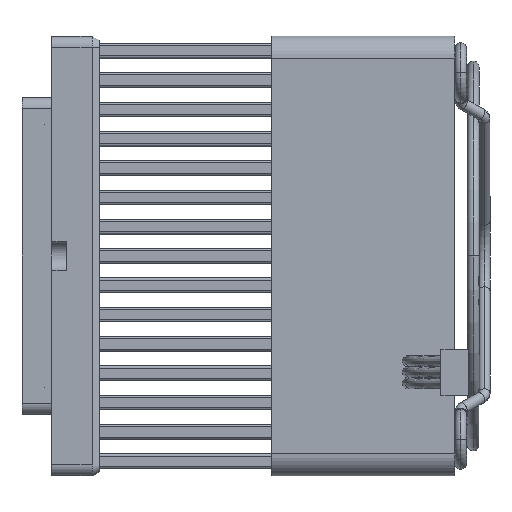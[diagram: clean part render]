
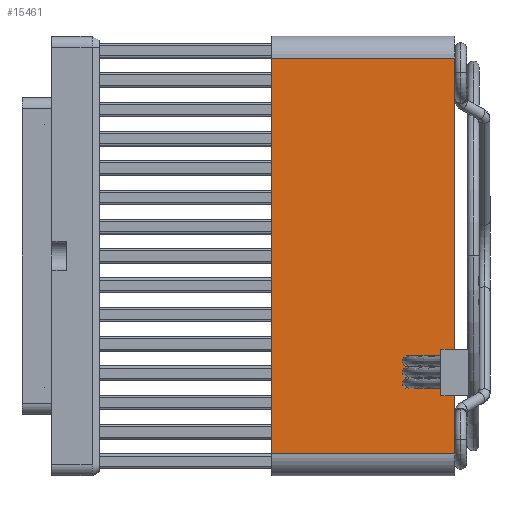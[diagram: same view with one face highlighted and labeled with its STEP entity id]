
A CAD part, left-side view. The second image highlights one B-rep face of the part: STEP entity #15461.
In plain terms, the highlighted planar face has unit normal (-1, 0, 0).
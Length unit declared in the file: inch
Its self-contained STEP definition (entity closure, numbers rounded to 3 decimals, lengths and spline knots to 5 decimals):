
#641 = DIRECTION ( 'NONE',  ( 0., 0., -1. ) ) ;
#807 = DIRECTION ( 'NONE',  ( -1., 0., 0. ) ) ;
#1388 = FACE_OUTER_BOUND ( 'NONE', #29171, .T. ) ;
#3336 = EDGE_CURVE ( 'NONE', #27490, #104844, #31367, .T. ) ;
#8395 = CARTESIAN_POINT ( 'NONE',  ( -1.1811, -1.91219, -0.62485 ) ) ;
#9163 = CARTESIAN_POINT ( 'NONE',  ( -1.1811, -1.91219, -0.56485 ) ) ;
#10464 = CARTESIAN_POINT ( 'NONE',  ( -1.1811, -1.91219, -0.6561 ) ) ;
#11028 = ORIENTED_EDGE ( 'NONE', *, *, #67664, .F. ) ;
#11590 = DIRECTION ( 'NONE',  ( -1., 0., 0. ) ) ;
#15380 = CARTESIAN_POINT ( 'NONE',  ( -1.1811, -1.1811, -1.06299 ) ) ;
#15461 = ADVANCED_FACE ( 'NONE', ( #1388, #115002, #38670, #47793 ), #68640, .F. ) ;
#16465 = ORIENTED_EDGE ( 'NONE', *, *, #29565, .F. ) ;
#17097 = CARTESIAN_POINT ( 'NONE',  ( -1.1811, -1.91219, -0.68485 ) ) ;
#17122 = EDGE_LOOP ( 'NONE', ( #59963, #114585 ) ) ;
#17498 = EDGE_CURVE ( 'NONE', #61438, #18072, #34690, .T. ) ;
#17589 = DIRECTION ( 'NONE',  ( 1., 0., 0. ) ) ;
#17936 = EDGE_CURVE ( 'NONE', #70043, #104844, #24218, .T. ) ;
#18072 = VERTEX_POINT ( 'NONE', #63908 ) ;
#21385 = ORIENTED_EDGE ( 'NONE', *, *, #74588, .T. ) ;
#22693 = CARTESIAN_POINT ( 'NONE',  ( -1.1811, -1.91219, -0.6536 ) ) ;
#22804 = AXIS2_PLACEMENT_3D ( 'NONE', #9163, #11590, #641 ) ;
#23361 = EDGE_LOOP ( 'NONE', ( #11028, #74824 ) ) ;
#23429 = DIRECTION ( 'NONE',  ( 0., 0., -1. ) ) ;
#24218 = LINE ( 'NONE', #61499, #30962 ) ;
#24836 = VERTEX_POINT ( 'NONE', #22693 ) ;
#25558 = DIRECTION ( 'NONE',  ( 0., 0., 1. ) ) ;
#26067 = CARTESIAN_POINT ( 'NONE',  ( -1.1811, -1.91219, -0.5961 ) ) ;
#27490 = VERTEX_POINT ( 'NONE', #61254 ) ;
#28265 = VECTOR ( 'NONE', #95000, 39.37008 ) ;
#29171 = EDGE_LOOP ( 'NONE', ( #40460, #75567, #21385, #35661 ) ) ;
#29565 = EDGE_CURVE ( 'NONE', #24836, #112041, #56359, .T. ) ;
#30962 = VECTOR ( 'NONE', #44908, 39.37008 ) ;
#31367 = LINE ( 'NONE', #85823, #28265 ) ;
#31489 = VERTEX_POINT ( 'NONE', #10464 ) ;
#31717 = VECTOR ( 'NONE', #89103, 39.37008 ) ;
#31786 = CIRCLE ( 'NONE', #39651, 0.02875 ) ;
#32236 = AXIS2_PLACEMENT_3D ( 'NONE', #91352, #807, #110771 ) ;
#33609 = DIRECTION ( 'NONE',  ( -1., 0., 0. ) ) ;
#34322 = EDGE_CURVE ( 'NONE', #27490, #63555, #60939, .T. ) ;
#34690 = CIRCLE ( 'NONE', #81522, 0.02875 ) ;
#34969 = CARTESIAN_POINT ( 'NONE',  ( -1.1811, -1.1811, 1.1811 ) ) ;
#35661 = ORIENTED_EDGE ( 'NONE', *, *, #17936, .T. ) ;
#38670 = FACE_BOUND ( 'NONE', #81280, .T. ) ;
#39651 = AXIS2_PLACEMENT_3D ( 'NONE', #45777, #111169, #65394 ) ;
#40460 = ORIENTED_EDGE ( 'NONE', *, *, #3336, .F. ) ;
#44908 = DIRECTION ( 'NONE',  ( 0., -1., 0. ) ) ;
#45653 = DIRECTION ( 'NONE',  ( -1., 0., 0. ) ) ;
#45777 = CARTESIAN_POINT ( 'NONE',  ( -1.1811, -1.91219, -0.68485 ) ) ;
#47793 = FACE_BOUND ( 'NONE', #17122, .T. ) ;
#50230 = CIRCLE ( 'NONE', #54150, 0.02875 ) ;
#50482 = AXIS2_PLACEMENT_3D ( 'NONE', #8395, #45653, #83026 ) ;
#51886 = EDGE_CURVE ( 'NONE', #18072, #61438, #114557, .T. ) ;
#54150 = AXIS2_PLACEMENT_3D ( 'NONE', #17097, #33609, #108181 ) ;
#56359 = CIRCLE ( 'NONE', #50482, 0.02875 ) ;
#59728 = CARTESIAN_POINT ( 'NONE',  ( -1.1811, -1.1811, 1.06299 ) ) ;
#59963 = ORIENTED_EDGE ( 'NONE', *, *, #51886, .F. ) ;
#60939 = LINE ( 'NONE', #59728, #31717 ) ;
#61254 = CARTESIAN_POINT ( 'NONE',  ( -1.1811, -2.16535, 1.06299 ) ) ;
#61438 = VERTEX_POINT ( 'NONE', #90474 ) ;
#61499 = CARTESIAN_POINT ( 'NONE',  ( -1.1811, -2.16535, -1.06299 ) ) ;
#62240 = CARTESIAN_POINT ( 'NONE',  ( -1.1811, -2.16535, 1.1811 ) ) ;
#63109 = LINE ( 'NONE', #34969, #85182 ) ;
#63555 = VERTEX_POINT ( 'NONE', #114997 ) ;
#63908 = CARTESIAN_POINT ( 'NONE',  ( -1.1811, -1.91219, -0.5361 ) ) ;
#65394 = DIRECTION ( 'NONE',  ( 0., 0., -1. ) ) ;
#67664 = EDGE_CURVE ( 'NONE', #31489, #113144, #50230, .T. ) ;
#68640 = PLANE ( 'NONE',  #74357 ) ;
#70043 = VERTEX_POINT ( 'NONE', #15380 ) ;
#74357 = AXIS2_PLACEMENT_3D ( 'NONE', #62240, #17589, #25558 ) ;
#74588 = EDGE_CURVE ( 'NONE', #63555, #70043, #63109, .T. ) ;
#74824 = ORIENTED_EDGE ( 'NONE', *, *, #105973, .F. ) ;
#75567 = ORIENTED_EDGE ( 'NONE', *, *, #34322, .T. ) ;
#77047 = CARTESIAN_POINT ( 'NONE',  ( -1.1811, -1.91219, -0.56485 ) ) ;
#81280 = EDGE_LOOP ( 'NONE', ( #102398, #16465 ) ) ;
#81522 = AXIS2_PLACEMENT_3D ( 'NONE', #77047, #113077, #103913 ) ;
#83026 = DIRECTION ( 'NONE',  ( 0., 0., -1. ) ) ;
#85182 = VECTOR ( 'NONE', #23429, 39.37008 ) ;
#85823 = CARTESIAN_POINT ( 'NONE',  ( -1.1811, -2.16535, 1.1811 ) ) ;
#89103 = DIRECTION ( 'NONE',  ( 0., 1., 0. ) ) ;
#90474 = CARTESIAN_POINT ( 'NONE',  ( -1.1811, -1.91219, -0.5936 ) ) ;
#90486 = EDGE_CURVE ( 'NONE', #112041, #24836, #119990, .T. ) ;
#91263 = CARTESIAN_POINT ( 'NONE',  ( -1.1811, -1.91219, -0.7136 ) ) ;
#91352 = CARTESIAN_POINT ( 'NONE',  ( -1.1811, -1.91219, -0.62485 ) ) ;
#95000 = DIRECTION ( 'NONE',  ( 0., 0., -1. ) ) ;
#102398 = ORIENTED_EDGE ( 'NONE', *, *, #90486, .F. ) ;
#103913 = DIRECTION ( 'NONE',  ( 0., 0., -1. ) ) ;
#104844 = VERTEX_POINT ( 'NONE', #111426 ) ;
#105973 = EDGE_CURVE ( 'NONE', #113144, #31489, #31786, .T. ) ;
#108181 = DIRECTION ( 'NONE',  ( 0., 0., -1. ) ) ;
#110771 = DIRECTION ( 'NONE',  ( 0., 0., -1. ) ) ;
#111169 = DIRECTION ( 'NONE',  ( -1., 0., 0. ) ) ;
#111426 = CARTESIAN_POINT ( 'NONE',  ( -1.1811, -2.16535, -1.06299 ) ) ;
#112041 = VERTEX_POINT ( 'NONE', #26067 ) ;
#113077 = DIRECTION ( 'NONE',  ( -1., 0., 0. ) ) ;
#113144 = VERTEX_POINT ( 'NONE', #91263 ) ;
#114557 = CIRCLE ( 'NONE', #22804, 0.02875 ) ;
#114585 = ORIENTED_EDGE ( 'NONE', *, *, #17498, .F. ) ;
#114997 = CARTESIAN_POINT ( 'NONE',  ( -1.1811, -1.1811, 1.06299 ) ) ;
#115002 = FACE_BOUND ( 'NONE', #23361, .T. ) ;
#119990 = CIRCLE ( 'NONE', #32236, 0.02875 ) ;
